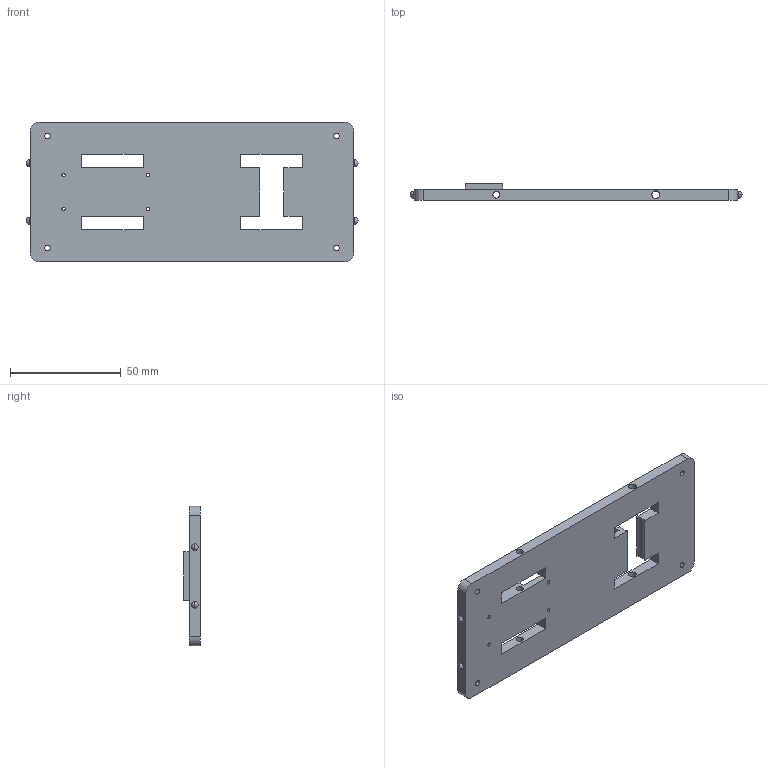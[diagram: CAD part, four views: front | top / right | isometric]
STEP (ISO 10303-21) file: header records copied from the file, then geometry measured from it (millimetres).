
FILE_DESCRIPTION (( 'STEP AP214' ), '1' );
FILE_NAME ('CarBase.STEP', '2024-08-03T06:37:27', ( 'HP' ), ( 'HP' ), 'SwSTEP 2.0', 'SolidWorks 2023', '' );
FILE_SCHEMA (( 'AUTOMOTIVE_DESIGN' ));
Length unit declared in the file: millimetre
Products named in the file (1): CarBase
Bounding box: 150 x 7.5 x 63 mm (x, y, z)
Volume: 37828.7 mm3; surface area: 21583.8 mm2
Topology: 1 solids, 1 shells, 86 faces, 249 edges, 160 vertices
Faces by surface type: cylinder 41, plane 37, sphere 8
Entity records: 2814 total; most frequent: DIRECTION 497, CARTESIAN_POINT 472, ORIENTED_EDGE 466, EDGE_CURVE 233, AXIS2_PLACEMENT_3D 177, VERTEX_POINT 152, LINE 143, VECTOR 143
